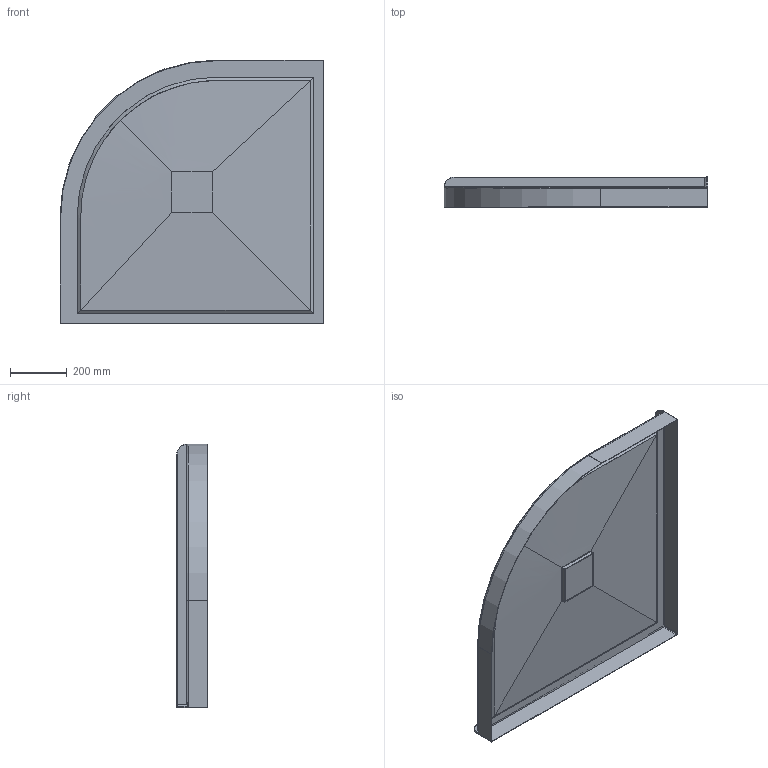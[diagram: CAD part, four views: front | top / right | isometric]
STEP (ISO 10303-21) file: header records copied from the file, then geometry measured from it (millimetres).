
FILE_DESCRIPTION (( 'STEP AP203' ), '1' );
FILE_NAME ('AFP928S.STEP', '2025-06-03T06:33:40', ( '' ), ( '' ), 'SwSTEP 2.0', 'SolidWorks 2025', '' );
FILE_SCHEMA (( 'CONFIG_CONTROL_DESIGN' ));
Length unit declared in the file: millimetre
Products named in the file (1): AFP928S
Bounding box: 928 x 107 x 928 mm (x, y, z)
Surface area: 1623017.4 mm2 (no closed solid volume)
Topology: 0 solids, 4 shells, 146 faces, 352 edges, 216 vertices
Faces by surface type: plane 66, cylinder 46, torus 23, bspline 11
Entity records: 5099 total; most frequent: CARTESIAN_POINT 1612, DIRECTION 729, ORIENTED_EDGE 690, EDGE_CURVE 352, AXIS2_PLACEMENT_3D 255, LINE 219, VECTOR 219, VERTEX_POINT 216
